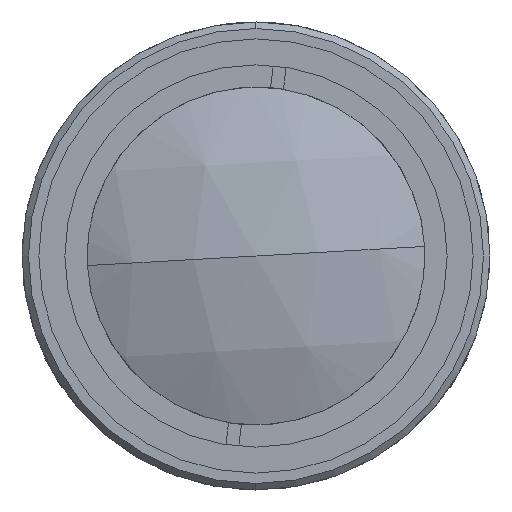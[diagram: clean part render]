
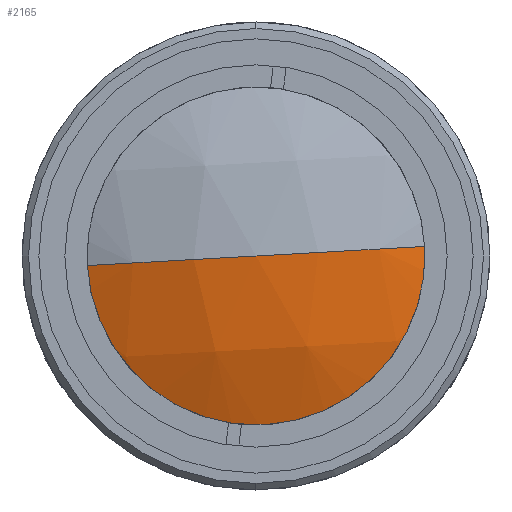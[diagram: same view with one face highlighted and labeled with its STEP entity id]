
A CAD part, left-side view. The second image highlights one B-rep face of the part: STEP entity #2165.
In plain terms, the highlighted spherical face has radius 34.13 mm.
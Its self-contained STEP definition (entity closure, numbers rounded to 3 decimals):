
#163 = EDGE_CURVE ( 'NONE', #578, #2186, #3262, .T. ) ;
#213 = CARTESIAN_POINT ( 'NONE',  ( 11.003, -13.977, 0.794 ) ) ;
#405 = ORIENTED_EDGE ( 'NONE', *, *, #163, .F. ) ;
#452 = DIRECTION ( 'NONE',  ( 0., 0.057, 0.998 ) ) ;
#471 = CIRCLE ( 'NONE', #913, 34.13 ) ;
#539 = ORIENTED_EDGE ( 'NONE', *, *, #1528, .T. ) ;
#578 = VERTEX_POINT ( 'NONE', #4119 ) ;
#590 = AXIS2_PLACEMENT_3D ( 'NONE', #2814, #772, #2100 ) ;
#679 = EDGE_CURVE ( 'NONE', #888, #2186, #471, .T. ) ;
#743 = DIRECTION ( 'NONE',  ( 0., -0.998, 0.057 ) ) ;
#772 = DIRECTION ( 'NONE',  ( -1., 0., 0. ) ) ;
#888 = VERTEX_POINT ( 'NONE', #213 ) ;
#913 = AXIS2_PLACEMENT_3D ( 'NONE', #3908, #1172, #2299 ) ;
#1172 = DIRECTION ( 'NONE',  ( 0., -0.057, -0.998 ) ) ;
#1325 = AXIS2_PLACEMENT_3D ( 'NONE', #3531, #452, #743 ) ;
#1341 = DIRECTION ( 'NONE',  ( 0., -0.057, -0.998 ) ) ;
#1528 = EDGE_CURVE ( 'NONE', #578, #888, #1950, .T. ) ;
#1950 = CIRCLE ( 'NONE', #590, 14. ) ;
#2100 = DIRECTION ( 'NONE',  ( 0., 0.057, 0.998 ) ) ;
#2165 = ADVANCED_FACE ( 'NONE', ( #2698 ), #3716, .T. ) ;
#2186 = VERTEX_POINT ( 'NONE', #4101 ) ;
#2299 = DIRECTION ( 'NONE',  ( 0., 0.998, -0.057 ) ) ;
#2331 = EDGE_LOOP ( 'NONE', ( #539, #4232, #405 ) ) ;
#2376 = AXIS2_PLACEMENT_3D ( 'NONE', #3019, #1341, #4060 ) ;
#2698 = FACE_OUTER_BOUND ( 'NONE', #2331, .T. ) ;
#2814 = CARTESIAN_POINT ( 'NONE',  ( 11.003, 0., 0. ) ) ;
#3019 = CARTESIAN_POINT ( 'NONE',  ( 42.13, 0., 0. ) ) ;
#3262 = CIRCLE ( 'NONE', #1325, 34.13 ) ;
#3531 = CARTESIAN_POINT ( 'NONE',  ( 42.13, 0., 0. ) ) ;
#3716 = SPHERICAL_SURFACE ( 'NONE', #2376, 34.13 ) ;
#3908 = CARTESIAN_POINT ( 'NONE',  ( 42.13, 0., 0. ) ) ;
#4060 = DIRECTION ( 'NONE',  ( 0., 0.998, -0.057 ) ) ;
#4101 = CARTESIAN_POINT ( 'NONE',  ( 8., 0., 0. ) ) ;
#4119 = CARTESIAN_POINT ( 'NONE',  ( 11.003, 13.977, -0.794 ) ) ;
#4232 = ORIENTED_EDGE ( 'NONE', *, *, #679, .T. ) ;
